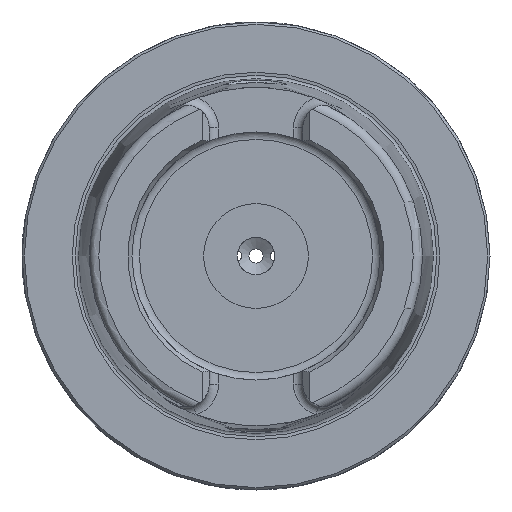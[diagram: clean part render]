
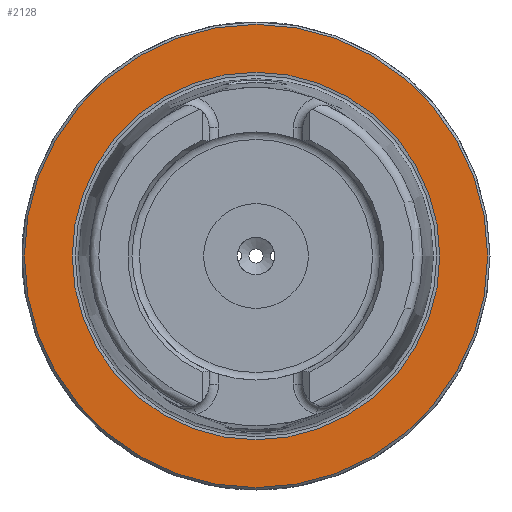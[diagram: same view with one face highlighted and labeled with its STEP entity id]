
A CAD part, left-side view. The second image highlights one B-rep face of the part: STEP entity #2128.
In plain terms, the highlighted planar face has unit normal (-1, 0, 0).
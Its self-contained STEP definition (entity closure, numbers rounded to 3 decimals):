
#50=FACE_BOUND('',#602,.T.);
#85=PLANE('',#2401);
#472=FACE_OUTER_BOUND('',#601,.T.);
#601=EDGE_LOOP('',(#1955));
#602=EDGE_LOOP('',(#1956));
#739=CIRCLE('',#2400,39.275);
#740=CIRCLE('',#2402,49.5);
#1019=VERTEX_POINT('',#4616);
#1020=VERTEX_POINT('',#4620);
#1336=EDGE_CURVE('',#1019,#1019,#739,.T.);
#1337=EDGE_CURVE('',#1020,#1020,#740,.T.);
#1955=ORIENTED_EDGE('',*,*,#1337,.F.);
#1956=ORIENTED_EDGE('',*,*,#1336,.T.);
#2128=ADVANCED_FACE('',(#472,#50),#85,.T.);
#2400=AXIS2_PLACEMENT_3D('',#4618,#3005,#3006);
#2401=AXIS2_PLACEMENT_3D('',#4619,#3007,#3008);
#2402=AXIS2_PLACEMENT_3D('',#4621,#3009,#3010);
#3005=DIRECTION('center_axis',(1.,0.,0.));
#3006=DIRECTION('ref_axis',(0.,0.,-1.));
#3007=DIRECTION('center_axis',(-1.,0.,0.));
#3008=DIRECTION('ref_axis',(0.,0.,1.));
#3009=DIRECTION('center_axis',(1.,0.,0.));
#3010=DIRECTION('ref_axis',(0.,0.,-1.));
#4616=CARTESIAN_POINT('',(0.,-39.275,0.));
#4618=CARTESIAN_POINT('Origin',(0.,0.,0.));
#4619=CARTESIAN_POINT('Origin',(0.,49.5,0.));
#4620=CARTESIAN_POINT('',(0.,-49.5,0.));
#4621=CARTESIAN_POINT('Origin',(0.,0.,0.));
